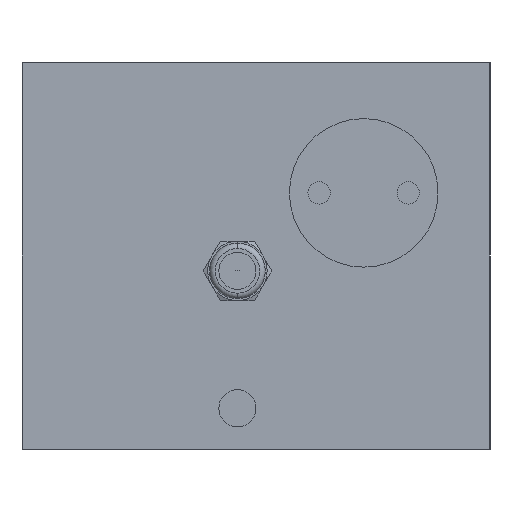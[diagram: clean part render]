
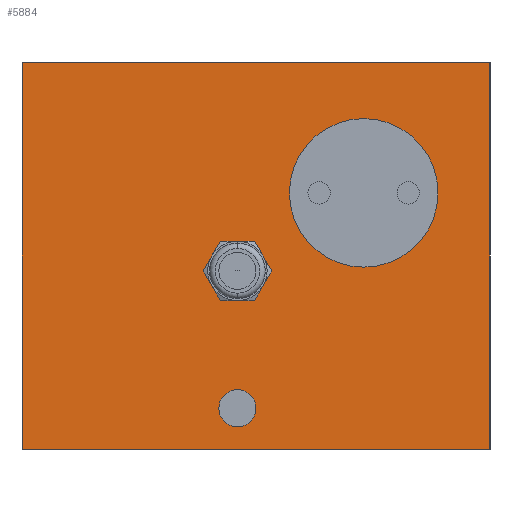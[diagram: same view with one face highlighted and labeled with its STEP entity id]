
A CAD part, left-side view. The second image highlights one B-rep face of the part: STEP entity #5884.
In plain terms, the highlighted planar face has unit normal (-1, 0, 0).
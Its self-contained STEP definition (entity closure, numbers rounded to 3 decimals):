
#17=DIRECTION('',(0.,-1.,0.));
#18=VECTOR('',#17,63.);
#19=CARTESIAN_POINT('',(0.,63.,0.));
#20=LINE('',#19,#18);
#647=DIRECTION('',(0.,0.,1.));
#648=VECTOR('',#647,52.);
#649=CARTESIAN_POINT('',(0.,63.,-52.));
#650=LINE('',#649,#648);
#691=DIRECTION('',(0.,-1.,0.));
#692=VECTOR('',#691,63.);
#693=CARTESIAN_POINT('',(0.,63.,-52.));
#694=LINE('',#693,#692);
#695=DIRECTION('',(0.,0.,1.));
#696=VECTOR('',#695,52.);
#697=CARTESIAN_POINT('',(0.,0.,-52.));
#698=LINE('',#697,#696);
#699=CARTESIAN_POINT('',(0.,17.,-17.5));
#700=DIRECTION('',(1.,0.,0.));
#701=DIRECTION('',(0.,0.,-1.));
#702=AXIS2_PLACEMENT_3D('',#699,#700,#701);
#704=CARTESIAN_POINT('',(0.,17.,-17.5));
#705=DIRECTION('',(1.,0.,0.));
#706=DIRECTION('',(0.,0.,1.));
#707=AXIS2_PLACEMENT_3D('',#704,#705,#706);
#709=CARTESIAN_POINT('',(0.,34.,-46.5));
#710=DIRECTION('',(1.,0.,0.));
#711=DIRECTION('',(0.,0.,-1.));
#712=AXIS2_PLACEMENT_3D('',#709,#710,#711);
#714=CARTESIAN_POINT('',(0.,34.,-46.5));
#715=DIRECTION('',(1.,0.,0.));
#716=DIRECTION('',(0.,0.,1.));
#717=AXIS2_PLACEMENT_3D('',#714,#715,#716);
#719=CARTESIAN_POINT('',(0.,34.,-28.));
#720=DIRECTION('',(-1.,0.,0.));
#721=DIRECTION('',(0.,-0.866,0.5));
#722=AXIS2_PLACEMENT_3D('',#719,#720,#721);
#724=CARTESIAN_POINT('',(0.,34.,-28.));
#725=DIRECTION('',(-1.,0.,0.));
#726=DIRECTION('',(0.,0.,1.));
#727=AXIS2_PLACEMENT_3D('',#724,#725,#726);
#729=CARTESIAN_POINT('',(0.,34.,-28.));
#730=DIRECTION('',(-1.,0.,0.));
#731=DIRECTION('',(0.,0.866,0.5));
#732=AXIS2_PLACEMENT_3D('',#729,#730,#731);
#734=CARTESIAN_POINT('',(0.,34.,-28.));
#735=DIRECTION('',(-1.,0.,0.));
#736=DIRECTION('',(0.,0.866,-0.5));
#737=AXIS2_PLACEMENT_3D('',#734,#735,#736);
#739=CARTESIAN_POINT('',(0.,34.,-28.));
#740=DIRECTION('',(-1.,0.,0.));
#741=DIRECTION('',(0.,0.,-1.));
#742=AXIS2_PLACEMENT_3D('',#739,#740,#741);
#744=CARTESIAN_POINT('',(0.,34.,-28.));
#745=DIRECTION('',(-1.,0.,0.));
#746=DIRECTION('',(0.,-0.866,-0.5));
#747=AXIS2_PLACEMENT_3D('',#744,#745,#746);
#4119=CARTESIAN_POINT('',(0.,0.,-52.));
#4120=VERTEX_POINT('',#4119);
#4121=CARTESIAN_POINT('',(0.,63.,-52.));
#4122=VERTEX_POINT('',#4121);
#4143=CARTESIAN_POINT('',(0.,0.,0.));
#4144=VERTEX_POINT('',#4143);
#4149=CARTESIAN_POINT('',(0.,63.,0.));
#4150=VERTEX_POINT('',#4149);
#4151=CARTESIAN_POINT('',(0.,17.,-27.5));
#4152=CARTESIAN_POINT('',(0.,17.,-7.5));
#4153=VERTEX_POINT('',#4151);
#4154=VERTEX_POINT('',#4152);
#4155=CARTESIAN_POINT('',(0.,34.,-49.));
#4156=CARTESIAN_POINT('',(0.,34.,-44.));
#4157=VERTEX_POINT('',#4155);
#4158=VERTEX_POINT('',#4156);
#5233=CARTESIAN_POINT('',(0.,30.536,-26.));
#5234=CARTESIAN_POINT('',(0.,34.,-24.));
#5235=VERTEX_POINT('',#5233);
#5236=VERTEX_POINT('',#5234);
#5237=CARTESIAN_POINT('',(0.,37.464,-30.));
#5238=CARTESIAN_POINT('',(0.,34.,-32.));
#5239=VERTEX_POINT('',#5237);
#5240=VERTEX_POINT('',#5238);
#5241=CARTESIAN_POINT('',(0.,30.536,-30.));
#5242=VERTEX_POINT('',#5241);
#5243=CARTESIAN_POINT('',(0.,37.464,-26.));
#5244=VERTEX_POINT('',#5243);
#5846=CARTESIAN_POINT('',(0.,31.5,-26.));
#5847=DIRECTION('',(1.,0.,0.));
#5848=DIRECTION('',(0.,-1.,0.));
#5849=AXIS2_PLACEMENT_3D('',#5846,#5847,#5848);
#5850=PLANE('',#5849);
#5851=ORIENTED_EDGE('',*,*,#5731,.F.);
#5852=ORIENTED_EDGE('',*,*,#5817,.T.);
#5853=ORIENTED_EDGE('',*,*,#5272,.T.);
#5855=ORIENTED_EDGE('',*,*,#5854,.F.);
#5856=EDGE_LOOP('',(#5851,#5852,#5853,#5855));
#5857=FACE_OUTER_BOUND('',#5856,.F.);
#5859=ORIENTED_EDGE('',*,*,#5858,.F.);
#5861=ORIENTED_EDGE('',*,*,#5860,.F.);
#5862=EDGE_LOOP('',(#5859,#5861));
#5863=FACE_BOUND('',#5862,.F.);
#5865=ORIENTED_EDGE('',*,*,#5864,.F.);
#5867=ORIENTED_EDGE('',*,*,#5866,.F.);
#5868=EDGE_LOOP('',(#5865,#5867));
#5869=FACE_BOUND('',#5868,.F.);
#5871=ORIENTED_EDGE('',*,*,#5870,.T.);
#5873=ORIENTED_EDGE('',*,*,#5872,.T.);
#5875=ORIENTED_EDGE('',*,*,#5874,.T.);
#5877=ORIENTED_EDGE('',*,*,#5876,.T.);
#5879=ORIENTED_EDGE('',*,*,#5878,.T.);
#5881=ORIENTED_EDGE('',*,*,#5880,.T.);
#5882=EDGE_LOOP('',(#5871,#5873,#5875,#5877,#5879,#5881));
#5883=FACE_BOUND('',#5882,.F.);
#5884=ADVANCED_FACE('',(#5857,#5863,#5869,#5883),#5850,.F.);
#703=CIRCLE('',#702,10.);
#708=CIRCLE('',#707,10.);
#713=CIRCLE('',#712,2.5);
#718=CIRCLE('',#717,2.5);
#723=CIRCLE('',#722,4.);
#728=CIRCLE('',#727,4.);
#733=CIRCLE('',#732,4.);
#738=CIRCLE('',#737,4.);
#743=CIRCLE('',#742,4.);
#748=CIRCLE('',#747,4.);
#5272=EDGE_CURVE('',#4150,#4144,#20,.T.);
#5731=EDGE_CURVE('',#4122,#4120,#694,.T.);
#5817=EDGE_CURVE('',#4122,#4150,#650,.T.);
#5854=EDGE_CURVE('',#4120,#4144,#698,.T.);
#5858=EDGE_CURVE('',#4153,#4154,#703,.T.);
#5860=EDGE_CURVE('',#4154,#4153,#708,.T.);
#5864=EDGE_CURVE('',#4157,#4158,#713,.T.);
#5866=EDGE_CURVE('',#4158,#4157,#718,.T.);
#5870=EDGE_CURVE('',#5235,#5236,#723,.T.);
#5872=EDGE_CURVE('',#5236,#5244,#728,.T.);
#5874=EDGE_CURVE('',#5244,#5239,#733,.T.);
#5876=EDGE_CURVE('',#5239,#5240,#738,.T.);
#5878=EDGE_CURVE('',#5240,#5242,#743,.T.);
#5880=EDGE_CURVE('',#5242,#5235,#748,.T.);
